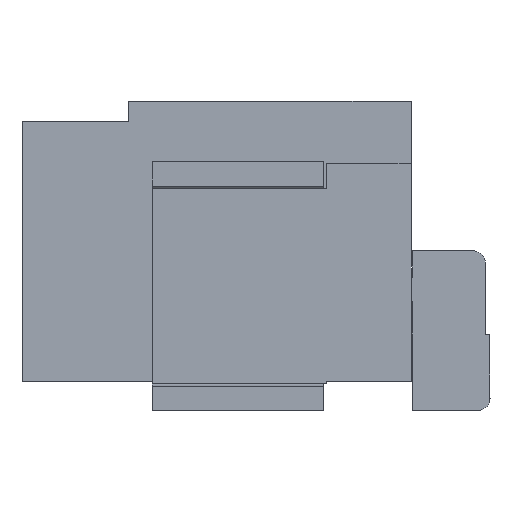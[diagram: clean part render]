
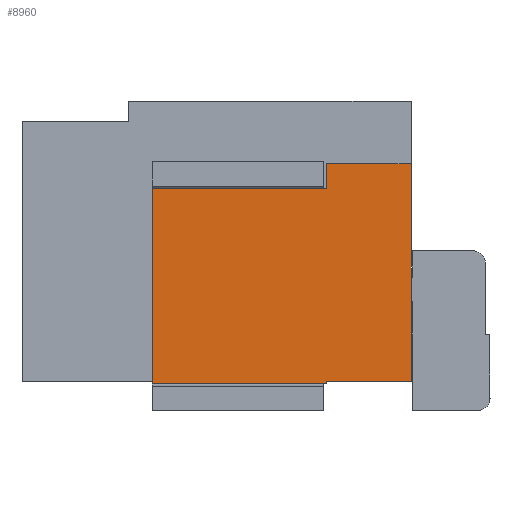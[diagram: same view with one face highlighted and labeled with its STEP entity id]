
A CAD part, left-side view. The second image highlights one B-rep face of the part: STEP entity #8960.
In plain terms, the highlighted planar face has unit normal (-1, 0, 0).
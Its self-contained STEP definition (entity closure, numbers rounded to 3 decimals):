
#2076=ORIENTED_EDGE('',*,*,#3208,.F.);
#2077=ORIENTED_EDGE('',*,*,#3882,.F.);
#2078=ORIENTED_EDGE('',*,*,#3883,.T.);
#2079=ORIENTED_EDGE('',*,*,#3884,.F.);
#2080=ORIENTED_EDGE('',*,*,#3885,.F.);
#2081=ORIENTED_EDGE('',*,*,#3886,.T.);
#2082=ORIENTED_EDGE('',*,*,#3887,.T.);
#2083=ORIENTED_EDGE('',*,*,#3229,.T.);
#3208=EDGE_CURVE('',#4470,#4471,#5333,.T.);
#3229=EDGE_CURVE('',#4488,#4471,#5354,.T.);
#3882=EDGE_CURVE('',#4892,#4470,#5959,.T.);
#3883=EDGE_CURVE('',#4892,#4893,#5960,.T.);
#3884=EDGE_CURVE('',#4894,#4893,#5961,.T.);
#3885=EDGE_CURVE('',#4895,#4894,#5962,.T.);
#3886=EDGE_CURVE('',#4895,#4896,#5963,.T.);
#3887=EDGE_CURVE('',#4896,#4488,#5964,.T.);
#4470=VERTEX_POINT('',#15601);
#4471=VERTEX_POINT('',#15603);
#4488=VERTEX_POINT('',#15642);
#4892=VERTEX_POINT('',#16968);
#4893=VERTEX_POINT('',#16972);
#4894=VERTEX_POINT('',#16974);
#4895=VERTEX_POINT('',#16976);
#4896=VERTEX_POINT('',#16978);
#5333=LINE('',#15602,#6286);
#5354=LINE('',#15641,#6307);
#5959=LINE('',#16969,#6912);
#5960=LINE('',#16971,#6913);
#5961=LINE('',#16973,#6914);
#5962=LINE('',#16975,#6915);
#5963=LINE('',#16977,#6916);
#5964=LINE('',#16979,#6917);
#6286=VECTOR('',#13461,1000.);
#6307=VECTOR('',#13484,1000.);
#6912=VECTOR('',#14725,1000.);
#6913=VECTOR('',#14728,1000.);
#6914=VECTOR('',#14729,1000.);
#6915=VECTOR('',#14730,1000.);
#6916=VECTOR('',#14731,1000.);
#6917=VECTOR('',#14732,1000.);
#7423=EDGE_LOOP('',(#2076,#2077,#2078,#2079,#2080,#2081,#2082,#2083));
#7982=FACE_BOUND('',#7423,.T.);
#8485=PLANE('',#13024);
#8960=ADVANCED_FACE('',(#7982),#8485,.T.);
#13024=AXIS2_PLACEMENT_3D('',#16970,#14726,#14727);
#13461=DIRECTION('',(0.,0.,-1.));
#13484=DIRECTION('',(0.,-1.,0.));
#14725=DIRECTION('',(0.,-1.,0.));
#14726=DIRECTION('',(-1.,0.,0.));
#14727=DIRECTION('',(0.,0.,1.));
#14728=DIRECTION('',(0.,0.,-1.));
#14729=DIRECTION('',(0.,-1.,0.));
#14730=DIRECTION('',(0.,0.,1.));
#14731=DIRECTION('',(0.,-1.,0.));
#14732=DIRECTION('',(0.,0.,1.));
#15601=CARTESIAN_POINT('',(-10.164,0.457,2.823));
#15602=CARTESIAN_POINT('',(-10.164,0.457,2.823));
#15603=CARTESIAN_POINT('',(-10.164,0.457,0.334));
#15641=CARTESIAN_POINT('',(-10.164,1.422,0.334));
#15642=CARTESIAN_POINT('',(-10.164,1.422,0.334));
#16968=CARTESIAN_POINT('',(-10.164,1.422,2.823));
#16969=CARTESIAN_POINT('',(-10.164,1.422,2.823));
#16970=CARTESIAN_POINT('',(-10.164,1.422,2.823));
#16971=CARTESIAN_POINT('',(-10.164,1.422,2.823));
#16972=CARTESIAN_POINT('',(-10.164,1.422,2.54));
#16973=CARTESIAN_POINT('',(-10.164,3.416,2.54));
#16974=CARTESIAN_POINT('',(-10.164,3.416,2.54));
#16975=CARTESIAN_POINT('',(-10.164,3.416,2.54));
#16976=CARTESIAN_POINT('',(-10.164,3.416,0.305));
#16977=CARTESIAN_POINT('',(-10.164,3.416,0.305));
#16978=CARTESIAN_POINT('',(-10.164,1.422,0.305));
#16979=CARTESIAN_POINT('',(-10.164,1.422,2.54));
